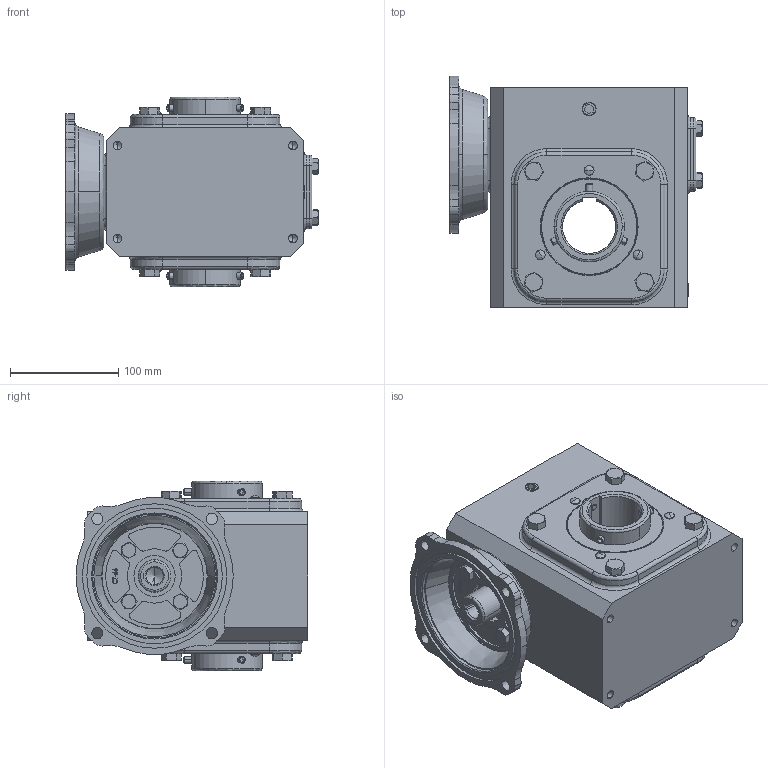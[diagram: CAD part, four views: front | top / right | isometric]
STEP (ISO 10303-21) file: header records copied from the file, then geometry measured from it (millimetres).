
FILE_DESCRIPTION (( 'STEP AP203' ), '1' );
FILE_NAME ('WGSS-262-005-HB.step', '2022-12-08T19:59:05', ( '' ), ( '' ), 'SwSTEP 2.0', 'SolidWorks 2021', '' );
FILE_SCHEMA (( 'CONFIG_CONTROL_DESIGN' ));
Length unit declared in the file: inch
Products named in the file (1): WGSS-262-005-HB
Bounding box: 232.68 x 213.56 x 174.8 mm (x, y, z)
Volume: 4737766.5 mm3; surface area: 273321 mm2
Topology: 7 solids, 7 shells, 669 faces, 1661 edges, 1060 vertices
Faces by surface type: plane 285, cylinder 191, cone 102, bspline 91
Entity records: 23886 total; most frequent: CARTESIAN_POINT 8314, ORIENTED_EDGE 3286, DIRECTION 3099, EDGE_CURVE 1643, AXIS2_PLACEMENT_3D 1117, VERTEX_POINT 1060, LINE 865, VECTOR 865
